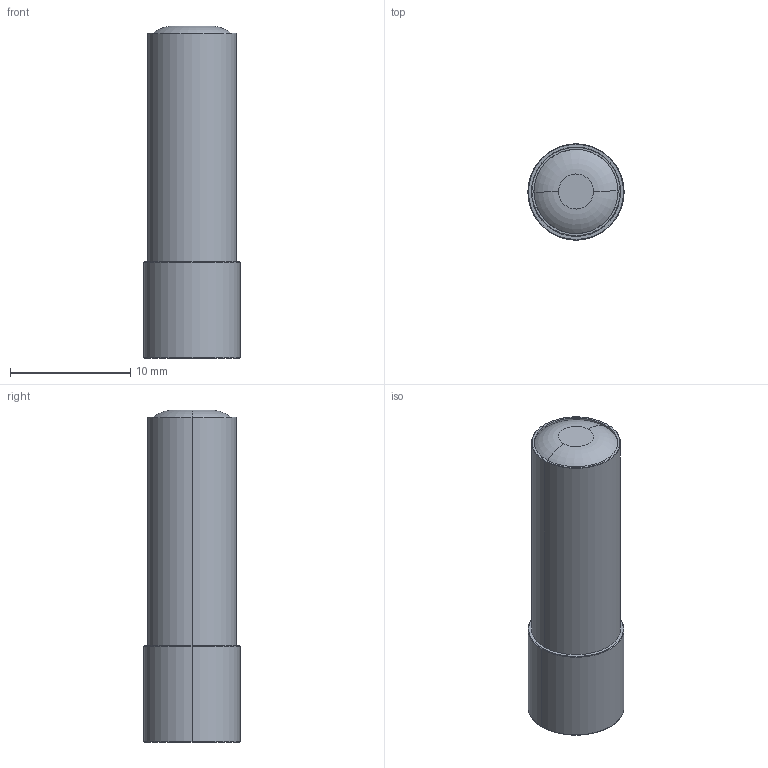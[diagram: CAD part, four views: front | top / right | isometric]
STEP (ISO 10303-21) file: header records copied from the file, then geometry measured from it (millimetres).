
FILE_DESCRIPTION (( 'STEP AP214' ), '1' );
FILE_NAME ('FOACAMPF4D_3D.step', '2023-06-16T21:16:01', ( '' ), ( '' ), 'SwSTEP 2.0', 'SolidWorks 2022', '' );
FILE_SCHEMA (( 'AUTOMOTIVE_DESIGN' ));
Length unit declared in the file: millimetre
Products named in the file (3): PF-4D^FOACAMPF4D; ____^FOACAMPF4D; FOACAMPF4D_3D
Assembly tree (2 placements, depth 2):
  FOACAMPF4D_3D
    PF-4D^FOACAMPF4D
    ____^FOACAMPF4D
Bounding box: 8 x 8 x 27.6 mm (x, y, z)
Volume: 459.7 mm3; surface area: 1295.4 mm2
Topology: 2 solids, 2 shells, 25 faces, 48 edges, 30 vertices
Faces by surface type: torus 10, cylinder 8, plane 7
Entity records: 768 total; most frequent: DIRECTION 148, CARTESIAN_POINT 108, ORIENTED_EDGE 96, AXIS2_PLACEMENT_3D 70, EDGE_CURVE 48, CIRCLE 40, EDGE_LOOP 30, VERTEX_POINT 30
